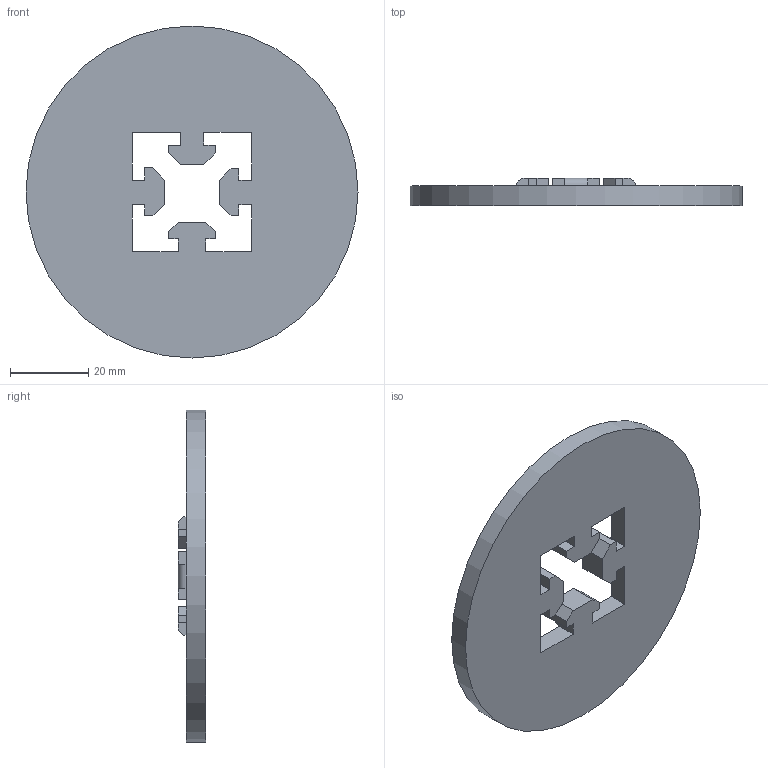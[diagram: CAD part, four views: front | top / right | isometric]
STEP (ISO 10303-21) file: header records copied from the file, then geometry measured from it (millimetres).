
FILE_DESCRIPTION(/* description */ (''),/* implementation_level */ '2;1');
FILE_NAME(/* name */ 'Solenoid wrapping 3 piece top v2.step',/* time_stamp */ '2021-03-04T22:34:53-08:00',/* author */ (''),/* organization */ (''),/* preprocessor_version */ 'ST-DEVELOPER v18.1',/* originating_system */ 'Autodesk Translation Framework v9.10.0.1330',/* authorisation */ '');
FILE_SCHEMA (('AUTOMOTIVE_DESIGN { 1 0 10303 214 3 1 1 }'));
Length unit declared in the file: millimetre
Products named in the file (2): Solenoid wrapping 3 piece top; top piece
Assembly tree (1 placements, depth 2):
  Solenoid wrapping 3 piece top
    top piece
Bounding box: 85 x 7 x 85 mm (x, y, z)
Volume: 25676.7 mm3; surface area: 12748.4 mm2
Topology: 1 solids, 1 shells, 55 faces, 151 edges, 98 vertices
Faces by surface type: plane 50, cylinder 5
Full cylindrical faces by diameter (mm): 85 x1
Entity records: 1768 total; most frequent: CARTESIAN_POINT 307, ORIENTED_EDGE 302, DIRECTION 277, EDGE_CURVE 151, LINE 141, VECTOR 141, VERTEX_POINT 98, AXIS2_PLACEMENT_3D 68
